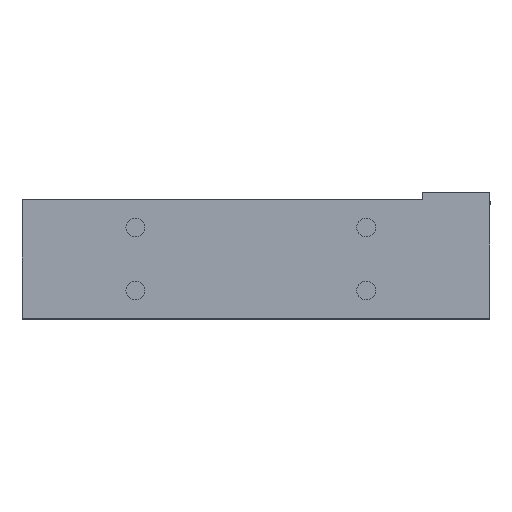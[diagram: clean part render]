
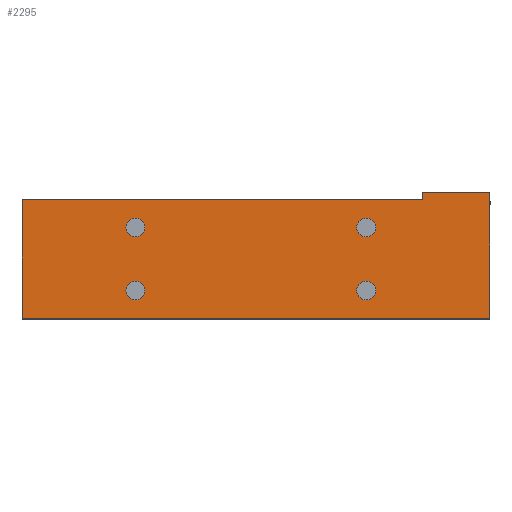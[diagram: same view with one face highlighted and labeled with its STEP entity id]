
A CAD part, top view. The second image highlights one B-rep face of the part: STEP entity #2295.
In plain terms, the highlighted planar face has unit normal (0, 0, 1).
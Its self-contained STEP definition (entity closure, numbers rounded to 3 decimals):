
#69=FACE_BOUND('',#452,.T.);
#70=FACE_BOUND('',#453,.T.);
#71=FACE_BOUND('',#454,.T.);
#72=FACE_BOUND('',#455,.T.);
#146=PLANE('',#2497);
#289=FACE_OUTER_BOUND('',#451,.T.);
#451=EDGE_LOOP('',(#2112,#2113,#2114,#2115,#2116,#2117));
#452=EDGE_LOOP('',(#2118));
#453=EDGE_LOOP('',(#2119));
#454=EDGE_LOOP('',(#2120));
#455=EDGE_LOOP('',(#2121));
#470=LINE('',#3136,#708);
#658=LINE('',#3696,#896);
#662=LINE('',#3702,#900);
#680=LINE('',#3741,#918);
#699=LINE('',#3790,#937);
#700=LINE('',#3792,#938);
#708=VECTOR('',#2520,10.);
#896=VECTOR('',#3016,10.);
#900=VECTOR('',#3022,10.);
#918=VECTOR('',#3050,10.);
#937=VECTOR('',#3105,10.);
#938=VECTOR('',#3108,10.);
#1001=CIRCLE('',#2427,2.25);
#1002=CIRCLE('',#2429,2.25);
#1003=CIRCLE('',#2431,2.25);
#1004=CIRCLE('',#2433,2.25);
#1020=VERTEX_POINT('',#3129);
#1023=VERTEX_POINT('',#3134);
#1163=VERTEX_POINT('',#3559);
#1164=VERTEX_POINT('',#3563);
#1165=VERTEX_POINT('',#3567);
#1166=VERTEX_POINT('',#3571);
#1191=VERTEX_POINT('',#3692);
#1193=VERTEX_POINT('',#3695);
#1210=VERTEX_POINT('',#3739);
#1222=VERTEX_POINT('',#3788);
#1231=EDGE_CURVE('',#1023,#1020,#470,.T.);
#1420=EDGE_CURVE('',#1163,#1163,#1001,.T.);
#1422=EDGE_CURVE('',#1164,#1164,#1002,.T.);
#1424=EDGE_CURVE('',#1165,#1165,#1003,.T.);
#1426=EDGE_CURVE('',#1166,#1166,#1004,.T.);
#1488=EDGE_CURVE('',#1191,#1193,#658,.T.);
#1492=EDGE_CURVE('',#1193,#1023,#662,.T.);
#1512=EDGE_CURVE('',#1210,#1191,#680,.T.);
#1537=EDGE_CURVE('',#1210,#1222,#699,.T.);
#1538=EDGE_CURVE('',#1222,#1020,#700,.T.);
#2112=ORIENTED_EDGE('',*,*,#1512,.F.);
#2113=ORIENTED_EDGE('',*,*,#1537,.T.);
#2114=ORIENTED_EDGE('',*,*,#1538,.T.);
#2115=ORIENTED_EDGE('',*,*,#1231,.F.);
#2116=ORIENTED_EDGE('',*,*,#1492,.F.);
#2117=ORIENTED_EDGE('',*,*,#1488,.F.);
#2118=ORIENTED_EDGE('',*,*,#1420,.T.);
#2119=ORIENTED_EDGE('',*,*,#1422,.T.);
#2120=ORIENTED_EDGE('',*,*,#1424,.T.);
#2121=ORIENTED_EDGE('',*,*,#1426,.T.);
#2295=ADVANCED_FACE('',(#289,#69,#70,#71,#72),#146,.T.);
#2427=AXIS2_PLACEMENT_3D('',#3560,#2864,#2865);
#2429=AXIS2_PLACEMENT_3D('',#3564,#2869,#2870);
#2431=AXIS2_PLACEMENT_3D('',#3568,#2874,#2875);
#2433=AXIS2_PLACEMENT_3D('',#3572,#2879,#2880);
#2497=AXIS2_PLACEMENT_3D('',#3791,#3106,#3107);
#2520=DIRECTION('',(0.,-1.,0.));
#2864=DIRECTION('center_axis',(0.,0.,
-1.));
#2865=DIRECTION('ref_axis',(1.,0.,0.));
#2869=DIRECTION('center_axis',(0.,0.,
-1.));
#2870=DIRECTION('ref_axis',(1.,0.,0.));
#2874=DIRECTION('center_axis',(0.,0.,
-1.));
#2875=DIRECTION('ref_axis',(1.,0.,0.));
#2879=DIRECTION('center_axis',(0.,0.,
-1.));
#2880=DIRECTION('ref_axis',(1.,0.,0.));
#3016=DIRECTION('',(0.,1.,0.));
#3022=DIRECTION('',(1.,0.,0.));
#3050=DIRECTION('',(1.,0.,0.));
#3105=DIRECTION('',(0.,-1.,0.));
#3106=DIRECTION('center_axis',(0.,0.,
1.));
#3107=DIRECTION('ref_axis',(-1.,0.,0.));
#3108=DIRECTION('',(1.,0.,0.));
#3129=CARTESIAN_POINT('',(293.5,-23.502,781.75));
#3134=CARTESIAN_POINT('',(293.5,6.398,781.75));
#3136=CARTESIAN_POINT('',(293.5,-23.502,781.75));
#3559=CARTESIAN_POINT('',(206.75,-16.877,781.75));
#3560=CARTESIAN_POINT('Origin',(209.,-16.877,781.75));
#3563=CARTESIAN_POINT('',(261.75,-1.877,781.75));
#3564=CARTESIAN_POINT('Origin',(264.,-1.877,781.75));
#3567=CARTESIAN_POINT('',(206.75,-1.877,781.75));
#3568=CARTESIAN_POINT('Origin',(209.,-1.877,781.75));
#3571=CARTESIAN_POINT('',(261.75,-16.877,781.75));
#3572=CARTESIAN_POINT('Origin',(264.,-16.877,781.75));
#3692=CARTESIAN_POINT('',(277.5,4.748,781.75));
#3695=CARTESIAN_POINT('',(277.5,6.398,781.75));
#3696=CARTESIAN_POINT('',(277.5,4.748,781.75));
#3702=CARTESIAN_POINT('',(277.5,6.398,781.75));
#3739=CARTESIAN_POINT('',(182.,4.748,781.75));
#3741=CARTESIAN_POINT('',(277.,4.748,781.75));
#3788=CARTESIAN_POINT('',(182.,-23.502,781.75));
#3790=CARTESIAN_POINT('',(182.,4.748,781.75));
#3791=CARTESIAN_POINT('Origin',(277.,4.748,781.75));
#3792=CARTESIAN_POINT('',(277.,-23.502,781.75));
